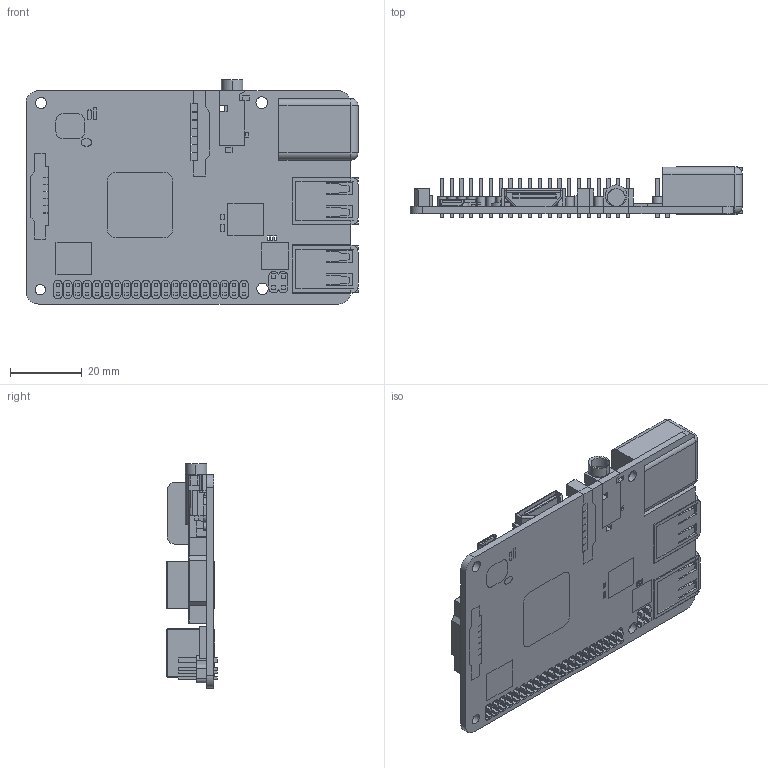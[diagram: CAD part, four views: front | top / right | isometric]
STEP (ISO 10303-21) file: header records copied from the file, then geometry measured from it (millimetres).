
FILE_DESCRIPTION(/* description */ (''),/* implementation_level */ '2;1');
FILE_NAME(/* name */ 'RASBERRY PI v6 v4.step',/* time_stamp */ '2024-01-24T16:40:17+05:30',/* author */ (''),/* organization */ (''),/* preprocessor_version */ 'ST-DEVELOPER v20',/* originating_system */ 'Autodesk Translation Framework v12.14.0.127',/* authorisation */ '');
FILE_SCHEMA (('AUTOMOTIVE_DESIGN { 1 0 10303 214 3 1 1 }'));
Length unit declared in the file: millimetre
Products named in the file (1): RASBERRY PI v6
Bounding box: 92.72 x 14.24 x 62.59 mm (x, y, z)
Volume: 18271.9 mm3; surface area: 30939 mm2
Topology: 175 solids, 175 shells, 2073 faces, 5110 edges, 3375 vertices
Faces by surface type: plane 1807, cylinder 256, sphere 10
Full cylindrical faces by diameter (mm): 2.828 x1, 3.156 x1, 3.2 x1, 3.234 x1, 5 x1
Entity records: 60716 total; most frequent: CARTESIAN_POINT 10561, ORIENTED_EDGE 10224, DIRECTION 9773, EDGE_CURVE 5112, LINE 4599, VECTOR 4599, VERTEX_POINT 3375, AXIS2_PLACEMENT_3D 2587
